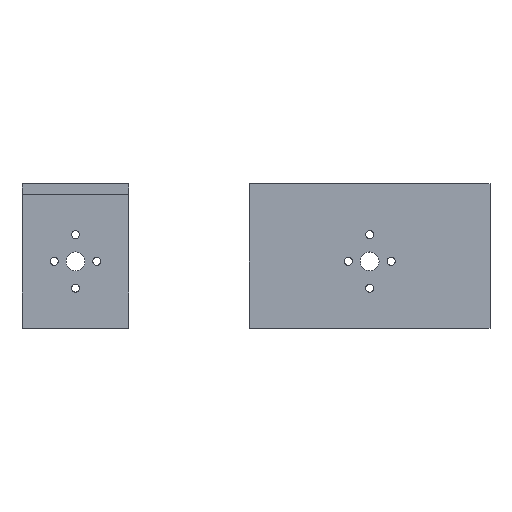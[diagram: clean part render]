
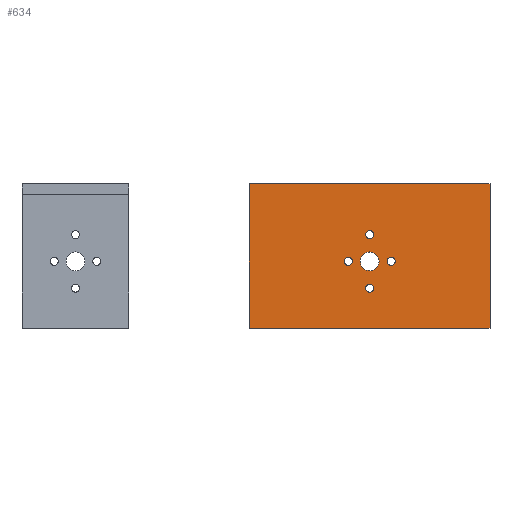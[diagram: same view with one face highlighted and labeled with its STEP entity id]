
A CAD part, top view. The second image highlights one B-rep face of the part: STEP entity #634.
In plain terms, the highlighted planar face has unit normal (0, 0, 1).
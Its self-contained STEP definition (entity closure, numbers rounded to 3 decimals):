
#39=FACE_BOUND('',#148,.T.);
#40=FACE_BOUND('',#149,.T.);
#41=FACE_BOUND('',#150,.T.);
#42=FACE_BOUND('',#151,.T.);
#43=FACE_BOUND('',#152,.T.);
#61=PLANE('',#713);
#94=FACE_OUTER_BOUND('',#147,.T.);
#147=EDGE_LOOP('',(#558,#559,#560,#561));
#148=EDGE_LOOP('',(#562));
#149=EDGE_LOOP('',(#563));
#150=EDGE_LOOP('',(#564));
#151=EDGE_LOOP('',(#565));
#152=EDGE_LOOP('',(#566));
#202=LINE('',#1044,#253);
#203=LINE('',#1046,#254);
#204=LINE('',#1048,#255);
#205=LINE('',#1049,#256);
#253=VECTOR('',#876,1.);
#254=VECTOR('',#877,10.);
#255=VECTOR('',#878,10.);
#256=VECTOR('',#879,10.);
#285=CIRCLE('',#699,1.5);
#287=CIRCLE('',#702,1.5);
#289=CIRCLE('',#705,1.5);
#291=CIRCLE('',#708,1.5);
#293=CIRCLE('',#711,3.5);
#331=VERTEX_POINT('',#1012);
#333=VERTEX_POINT('',#1018);
#335=VERTEX_POINT('',#1024);
#337=VERTEX_POINT('',#1030);
#339=VERTEX_POINT('',#1036);
#341=VERTEX_POINT('',#1042);
#342=VERTEX_POINT('',#1043);
#343=VERTEX_POINT('',#1045);
#344=VERTEX_POINT('',#1047);
#403=EDGE_CURVE('',#331,#331,#285,.T.);
#406=EDGE_CURVE('',#333,#333,#287,.T.);
#409=EDGE_CURVE('',#335,#335,#289,.T.);
#412=EDGE_CURVE('',#337,#337,#291,.T.);
#415=EDGE_CURVE('',#339,#339,#293,.T.);
#418=EDGE_CURVE('',#341,#342,#202,.T.);
#419=EDGE_CURVE('',#343,#341,#203,.T.);
#420=EDGE_CURVE('',#344,#343,#204,.T.);
#421=EDGE_CURVE('',#342,#344,#205,.F.);
#558=ORIENTED_EDGE('',*,*,#418,.F.);
#559=ORIENTED_EDGE('',*,*,#419,.F.);
#560=ORIENTED_EDGE('',*,*,#420,.F.);
#561=ORIENTED_EDGE('',*,*,#421,.F.);
#562=ORIENTED_EDGE('',*,*,#406,.T.);
#563=ORIENTED_EDGE('',*,*,#415,.T.);
#564=ORIENTED_EDGE('',*,*,#412,.T.);
#565=ORIENTED_EDGE('',*,*,#403,.T.);
#566=ORIENTED_EDGE('',*,*,#409,.T.);
#634=ADVANCED_FACE('',(#94,#39,#40,#41,#42,#43),#61,.T.);
#699=AXIS2_PLACEMENT_3D('',#1013,#841,#842);
#702=AXIS2_PLACEMENT_3D('',#1019,#848,#849);
#705=AXIS2_PLACEMENT_3D('',#1025,#855,#856);
#708=AXIS2_PLACEMENT_3D('',#1031,#862,#863);
#711=AXIS2_PLACEMENT_3D('',#1037,#869,#870);
#713=AXIS2_PLACEMENT_3D('',#1041,#874,#875);
#841=DIRECTION('center_axis',(0.,0.,
-1.));
#842=DIRECTION('ref_axis',(1.,0.,0.));
#848=DIRECTION('center_axis',(0.,0.,
-1.));
#849=DIRECTION('ref_axis',(1.,0.,0.));
#855=DIRECTION('center_axis',(0.,0.,
-1.));
#856=DIRECTION('ref_axis',(1.,0.,0.));
#862=DIRECTION('center_axis',(0.,0.,
-1.));
#863=DIRECTION('ref_axis',(1.,0.,0.));
#869=DIRECTION('center_axis',(0.,0.,
-1.));
#870=DIRECTION('ref_axis',(1.,0.,0.));
#874=DIRECTION('center_axis',(0.,0.,
1.));
#875=DIRECTION('ref_axis',(1.,0.,0.));
#876=DIRECTION('',(-1.,0.,0.));
#877=DIRECTION('',(0.,-1.,0.));
#878=DIRECTION('',(1.,0.,0.));
#879=DIRECTION('',(0.,-1.,0.));
#1012=CARTESIAN_POINT('',(77.,10.,0.));
#1013=CARTESIAN_POINT('Origin',(78.5,10.,0.));
#1018=CARTESIAN_POINT('',(69.,0.,0.));
#1019=CARTESIAN_POINT('Origin',(70.5,0.,0.));
#1024=CARTESIAN_POINT('',(85.,0.,0.));
#1025=CARTESIAN_POINT('Origin',(86.5,0.,0.));
#1030=CARTESIAN_POINT('',(77.,-10.,0.));
#1031=CARTESIAN_POINT('Origin',(78.5,-10.,0.));
#1036=CARTESIAN_POINT('',(75.,0.,0.));
#1037=CARTESIAN_POINT('Origin',(78.5,0.,0.));
#1041=CARTESIAN_POINT('Origin',(78.5,0.,0.));
#1042=CARTESIAN_POINT('',(123.5,-25.,0.));
#1043=CARTESIAN_POINT('',(33.5,-25.,0.));
#1044=CARTESIAN_POINT('',(78.5,-25.,0.));
#1045=CARTESIAN_POINT('',(123.5,29.,0.));
#1046=CARTESIAN_POINT('',(123.5,0.,0.));
#1047=CARTESIAN_POINT('',(33.5,29.,0.));
#1048=CARTESIAN_POINT('',(78.5,29.,0.));
#1049=CARTESIAN_POINT('',(33.5,0.,0.));
